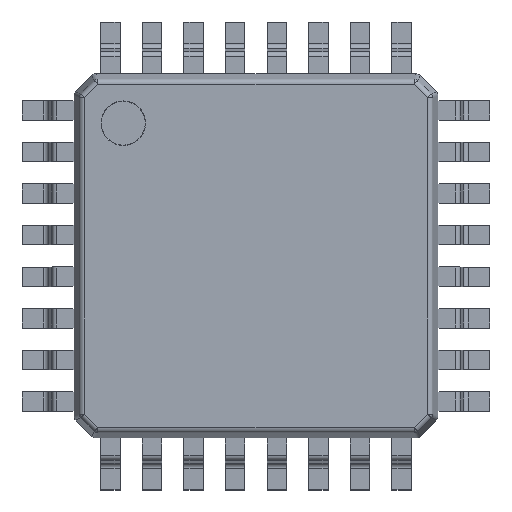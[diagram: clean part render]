
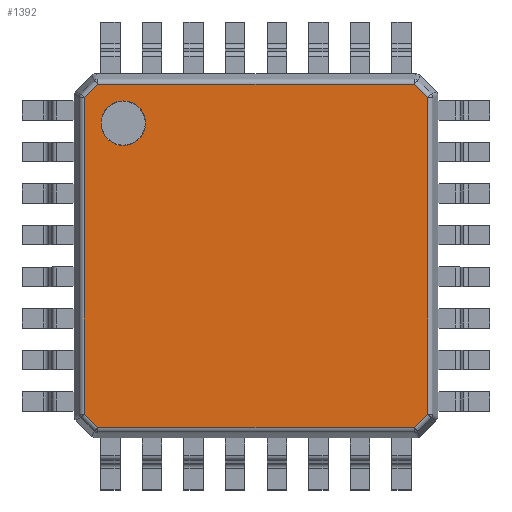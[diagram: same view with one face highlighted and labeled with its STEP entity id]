
A CAD part, top view. The second image highlights one B-rep face of the part: STEP entity #1392.
In plain terms, the highlighted planar face has unit normal (0, 0, 1).
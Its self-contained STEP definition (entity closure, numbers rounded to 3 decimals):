
#44 = VERTEX_POINT('',#45);
#45 = CARTESIAN_POINT('',(-2.553,2.125,1.101));
#52 = EDGE_CURVE('',#53,#44,#55,.T.);
#53 = VERTEX_POINT('',#54);
#54 = CARTESIAN_POINT('',(-2.553,2.98,1.101));
#55 = CIRCLE('',#56,0.428);
#56 = AXIS2_PLACEMENT_3D('',#57,#58,#59);
#57 = CARTESIAN_POINT('',(-2.553,2.553,1.101));
#58 = DIRECTION('',(0.,0.,-1.));
#59 = DIRECTION('',(0.,1.,0.));
#1392 = ADVANCED_FACE('',(#1393,#1403),#1469,.F.);
#1393 = FACE_BOUND('',#1394,.T.);
#1394 = EDGE_LOOP('',(#1395,#1396));
#1395 = ORIENTED_EDGE('',*,*,#52,.T.);
#1396 = ORIENTED_EDGE('',*,*,#1397,.T.);
#1397 = EDGE_CURVE('',#44,#53,#1398,.T.);
#1398 = CIRCLE('',#1399,0.428);
#1399 = AXIS2_PLACEMENT_3D('',#1400,#1401,#1402);
#1400 = CARTESIAN_POINT('',(-2.553,2.553,1.101));
#1401 = DIRECTION('',(0.,0.,-1.));
#1402 = DIRECTION('',(0.,1.,0.));
#1403 = FACE_BOUND('',#1404,.T.);
#1404 = EDGE_LOOP('',(#1405,#1415,#1423,#1431,#1439,#1447,#1455,#1463));
#1405 = ORIENTED_EDGE('',*,*,#1406,.T.);
#1406 = EDGE_CURVE('',#1407,#1409,#1411,.T.);
#1407 = VERTEX_POINT('',#1408);
#1408 = CARTESIAN_POINT('',(3.043,3.303,1.101));
#1409 = VERTEX_POINT('',#1410);
#1410 = CARTESIAN_POINT('',(-3.043,3.303,1.101));
#1411 = LINE('',#1412,#1413);
#1412 = CARTESIAN_POINT('',(-3.075,3.303,1.101));
#1413 = VECTOR('',#1414,1.);
#1414 = DIRECTION('',(-1.,0.,0.));
#1415 = ORIENTED_EDGE('',*,*,#1416,.T.);
#1416 = EDGE_CURVE('',#1409,#1417,#1419,.T.);
#1417 = VERTEX_POINT('',#1418);
#1418 = CARTESIAN_POINT('',(-3.303,3.043,1.101));
#1419 = LINE('',#1420,#1421);
#1420 = CARTESIAN_POINT('',(-3.325,3.021,1.101));
#1421 = VECTOR('',#1422,1.);
#1422 = DIRECTION('',(-0.707,-0.707,
    0.));
#1423 = ORIENTED_EDGE('',*,*,#1424,.T.);
#1424 = EDGE_CURVE('',#1417,#1425,#1427,.T.);
#1425 = VERTEX_POINT('',#1426);
#1426 = CARTESIAN_POINT('',(-3.303,-3.043,1.101));
#1427 = LINE('',#1428,#1429);
#1428 = CARTESIAN_POINT('',(-3.303,-3.075,1.101));
#1429 = VECTOR('',#1430,1.);
#1430 = DIRECTION('',(0.,-1.,0.));
#1431 = ORIENTED_EDGE('',*,*,#1432,.T.);
#1432 = EDGE_CURVE('',#1425,#1433,#1435,.T.);
#1433 = VERTEX_POINT('',#1434);
#1434 = CARTESIAN_POINT('',(-3.043,-3.303,1.101));
#1435 = LINE('',#1436,#1437);
#1436 = CARTESIAN_POINT('',(-3.021,-3.325,1.101));
#1437 = VECTOR('',#1438,1.);
#1438 = DIRECTION('',(0.707,-0.707,0.
    ));
#1439 = ORIENTED_EDGE('',*,*,#1440,.T.);
#1440 = EDGE_CURVE('',#1433,#1441,#1443,.T.);
#1441 = VERTEX_POINT('',#1442);
#1442 = CARTESIAN_POINT('',(3.043,-3.303,1.101));
#1443 = LINE('',#1444,#1445);
#1444 = CARTESIAN_POINT('',(3.075,-3.303,1.101));
#1445 = VECTOR('',#1446,1.);
#1446 = DIRECTION('',(1.,0.,0.));
#1447 = ORIENTED_EDGE('',*,*,#1448,.T.);
#1448 = EDGE_CURVE('',#1441,#1449,#1451,.T.);
#1449 = VERTEX_POINT('',#1450);
#1450 = CARTESIAN_POINT('',(3.303,-3.043,1.101));
#1451 = LINE('',#1452,#1453);
#1452 = CARTESIAN_POINT('',(3.325,-3.021,1.101));
#1453 = VECTOR('',#1454,1.);
#1454 = DIRECTION('',(0.707,0.707,0.
    ));
#1455 = ORIENTED_EDGE('',*,*,#1456,.T.);
#1456 = EDGE_CURVE('',#1449,#1457,#1459,.T.);
#1457 = VERTEX_POINT('',#1458);
#1458 = CARTESIAN_POINT('',(3.303,3.043,1.101));
#1459 = LINE('',#1460,#1461);
#1460 = CARTESIAN_POINT('',(3.303,3.075,1.101));
#1461 = VECTOR('',#1462,1.);
#1462 = DIRECTION('',(0.,1.,0.));
#1463 = ORIENTED_EDGE('',*,*,#1464,.T.);
#1464 = EDGE_CURVE('',#1457,#1407,#1465,.T.);
#1465 = LINE('',#1466,#1467);
#1466 = CARTESIAN_POINT('',(3.021,3.325,1.101));
#1467 = VECTOR('',#1468,1.);
#1468 = DIRECTION('',(-0.707,0.707,
    0.));
#1469 = PLANE('',#1470);
#1470 = AXIS2_PLACEMENT_3D('',#1471,#1472,#1473);
#1471 = CARTESIAN_POINT('',(0.,0.,1.101));
#1472 = DIRECTION('',(0.,0.,-1.));
#1473 = DIRECTION('',(0.,1.,0.));
